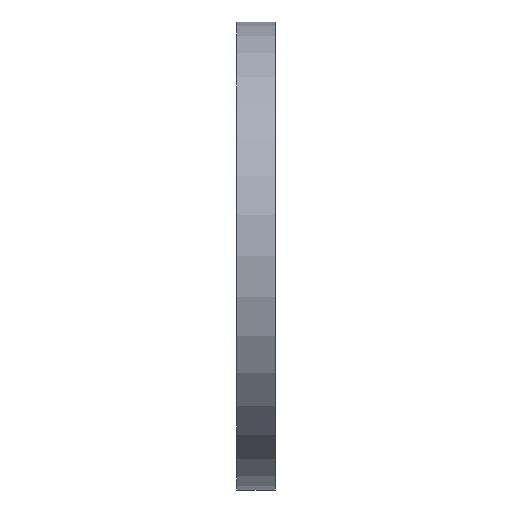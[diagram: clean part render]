
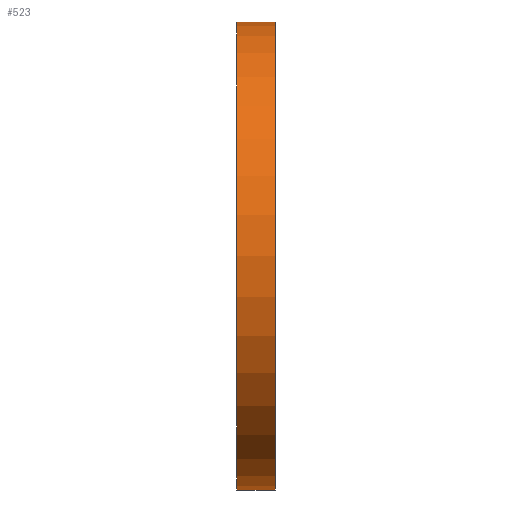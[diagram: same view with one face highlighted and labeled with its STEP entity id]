
A CAD part, left-side view. The second image highlights one B-rep face of the part: STEP entity #523.
In plain terms, the highlighted cylindrical face has radius 72.517 mm (diameter 145.034 mm), a partial arc.
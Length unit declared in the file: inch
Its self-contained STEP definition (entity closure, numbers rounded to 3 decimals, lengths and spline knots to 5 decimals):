
#14 = EDGE_CURVE ( 'NONE', #629, #530, #57, .T. ) ;
#31 = VERTEX_POINT ( 'NONE', #736 ) ;
#37 = ORIENTED_EDGE ( 'NONE', *, *, #111, .F. ) ;
#57 = LINE ( 'NONE', #645, #177 ) ;
#76 = EDGE_LOOP ( 'NONE', ( #115, #922, #860, #37 ) ) ;
#101 = VERTEX_POINT ( 'NONE', #969 ) ;
#111 = EDGE_CURVE ( 'NONE', #101, #530, #498, .T. ) ;
#115 = ORIENTED_EDGE ( 'NONE', *, *, #819, .F. ) ;
#177 = VECTOR ( 'NONE', #951, 39.37008 ) ;
#223 = AXIS2_PLACEMENT_3D ( 'NONE', #463, #392, #321 ) ;
#321 = DIRECTION ( 'NONE',  ( 0., 0., 1. ) ) ;
#349 = DIRECTION ( 'NONE',  ( 0., 1., 0. ) ) ;
#392 = DIRECTION ( 'NONE',  ( 0., 1., 0. ) ) ;
#396 = EDGE_CURVE ( 'NONE', #31, #629, #801, .T. ) ;
#420 = LINE ( 'NONE', #660, #658 ) ;
#463 = CARTESIAN_POINT ( 'NONE',  ( 0., -0.47, 0. ) ) ;
#498 = CIRCLE ( 'NONE', #631, 2.855 ) ;
#523 = ADVANCED_FACE ( 'NONE', ( #837 ), #881, .T. ) ;
#528 = DIRECTION ( 'NONE',  ( 0., 0., 1. ) ) ;
#530 = VERTEX_POINT ( 'NONE', #890 ) ;
#574 = AXIS2_PLACEMENT_3D ( 'NONE', #593, #955, #603 ) ;
#593 = CARTESIAN_POINT ( 'NONE',  ( 0., 0., 0. ) ) ;
#594 = DIRECTION ( 'NONE',  ( 0., 1., 0. ) ) ;
#603 = DIRECTION ( 'NONE',  ( 0., 0., 1. ) ) ;
#629 = VERTEX_POINT ( 'NONE', #938 ) ;
#631 = AXIS2_PLACEMENT_3D ( 'NONE', #746, #594, #528 ) ;
#645 = CARTESIAN_POINT ( 'NONE',  ( 0., 0., 2.855 ) ) ;
#658 = VECTOR ( 'NONE', #349, 39.37008 ) ;
#660 = CARTESIAN_POINT ( 'NONE',  ( 0., 0., -2.855 ) ) ;
#736 = CARTESIAN_POINT ( 'NONE',  ( 0., -0.47, -2.855 ) ) ;
#746 = CARTESIAN_POINT ( 'NONE',  ( 0., 0., 0. ) ) ;
#801 = CIRCLE ( 'NONE', #223, 2.855 ) ;
#819 = EDGE_CURVE ( 'NONE', #31, #101, #420, .T. ) ;
#837 = FACE_OUTER_BOUND ( 'NONE', #76, .T. ) ;
#860 = ORIENTED_EDGE ( 'NONE', *, *, #14, .T. ) ;
#881 = CYLINDRICAL_SURFACE ( 'NONE', #574, 2.855 ) ;
#890 = CARTESIAN_POINT ( 'NONE',  ( 0., 0., 2.855 ) ) ;
#922 = ORIENTED_EDGE ( 'NONE', *, *, #396, .T. ) ;
#938 = CARTESIAN_POINT ( 'NONE',  ( 0., -0.47, 2.855 ) ) ;
#951 = DIRECTION ( 'NONE',  ( 0., 1., 0. ) ) ;
#955 = DIRECTION ( 'NONE',  ( 0., 1., 0. ) ) ;
#969 = CARTESIAN_POINT ( 'NONE',  ( 0., 0., -2.855 ) ) ;
